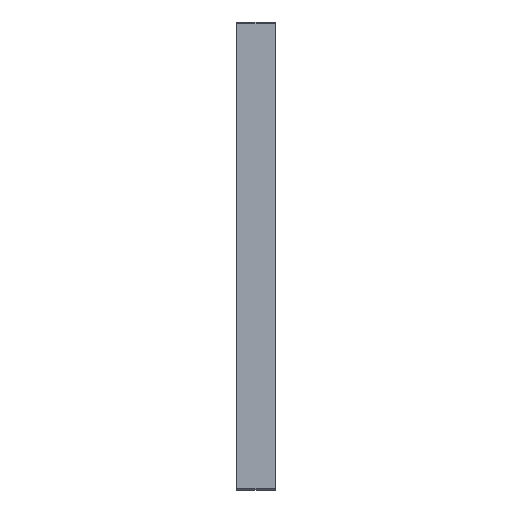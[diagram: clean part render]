
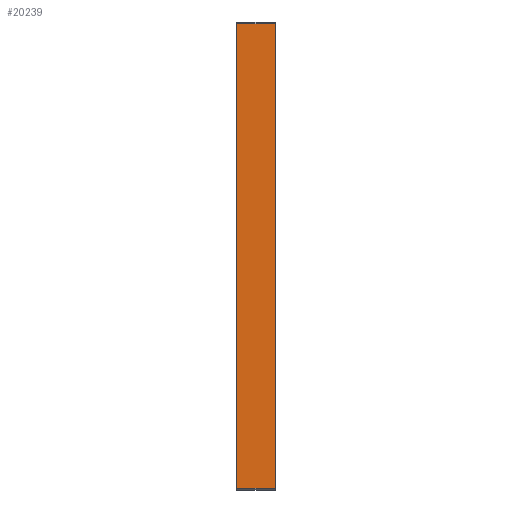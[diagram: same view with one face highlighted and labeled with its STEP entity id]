
A CAD part, left-side view. The second image highlights one B-rep face of the part: STEP entity #20239.
In plain terms, the highlighted planar face has unit normal (-1, 0, 0).
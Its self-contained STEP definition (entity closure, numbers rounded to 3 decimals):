
#320 = DIRECTION ( 'NONE',  ( 0., 1., 0. ) ) ;
#421 = FACE_OUTER_BOUND ( 'NONE', #26456, .T. ) ;
#705 = VECTOR ( 'NONE', #24085, 1000. ) ;
#4090 = CARTESIAN_POINT ( 'NONE',  ( 0., 4., 0. ) ) ;
#4568 = EDGE_CURVE ( 'NONE', #20267, #18979, #10853, .T. ) ;
#5065 = EDGE_CURVE ( 'NONE', #15845, #14763, #19289, .T. ) ;
#6027 = ORIENTED_EDGE ( 'NONE', *, *, #5065, .F. ) ;
#7402 = EDGE_CURVE ( 'NONE', #20267, #14763, #15493, .T. ) ;
#7502 = CARTESIAN_POINT ( 'NONE',  ( 0., -6., -121.8 ) ) ;
#10853 = LINE ( 'NONE', #29294, #705 ) ;
#12894 = DIRECTION ( 'NONE',  ( 0., -1., 0. ) ) ;
#14537 = ORIENTED_EDGE ( 'NONE', *, *, #4568, .F. ) ;
#14763 = VERTEX_POINT ( 'NONE', #25703 ) ;
#15493 = LINE ( 'NONE', #23486, #30685 ) ;
#15784 = LINE ( 'NONE', #15949, #21014 ) ;
#15845 = VERTEX_POINT ( 'NONE', #27116 ) ;
#15949 = CARTESIAN_POINT ( 'NONE',  ( 0., 4., -121.8 ) ) ;
#15952 = CARTESIAN_POINT ( 'NONE',  ( 0., -6., -0.5 ) ) ;
#17399 = VECTOR ( 'NONE', #27060, 1000. ) ;
#18979 = VERTEX_POINT ( 'NONE', #7502 ) ;
#19289 = LINE ( 'NONE', #4090, #17399 ) ;
#20239 = ADVANCED_FACE ( 'NONE', ( #421 ), #23754, .F. ) ;
#20267 = VERTEX_POINT ( 'NONE', #15952 ) ;
#21014 = VECTOR ( 'NONE', #12894, 1000. ) ;
#23486 = CARTESIAN_POINT ( 'NONE',  ( 0., 4., -0.5 ) ) ;
#23754 = PLANE ( 'NONE',  #27565 ) ;
#24085 = DIRECTION ( 'NONE',  ( 0., 0., -1. ) ) ;
#24087 = CARTESIAN_POINT ( 'NONE',  ( 0., 4., 0. ) ) ;
#24298 = ORIENTED_EDGE ( 'NONE', *, *, #28902, .T. ) ;
#25703 = CARTESIAN_POINT ( 'NONE',  ( 0., 4., -0.5 ) ) ;
#26119 = DIRECTION ( 'NONE',  ( 0., 0., -1. ) ) ;
#26456 = EDGE_LOOP ( 'NONE', ( #6027, #24298, #14537, #32606 ) ) ;
#27060 = DIRECTION ( 'NONE',  ( 0., 0., 1. ) ) ;
#27116 = CARTESIAN_POINT ( 'NONE',  ( 0., 4., -121.8 ) ) ;
#27565 = AXIS2_PLACEMENT_3D ( 'NONE', #24087, #28806, #26119 ) ;
#28806 = DIRECTION ( 'NONE',  ( 1., 0., 0. ) ) ;
#28902 = EDGE_CURVE ( 'NONE', #15845, #18979, #15784, .T. ) ;
#29294 = CARTESIAN_POINT ( 'NONE',  ( 0., -6., 0. ) ) ;
#30685 = VECTOR ( 'NONE', #320, 1000. ) ;
#32606 = ORIENTED_EDGE ( 'NONE', *, *, #7402, .T. ) ;
